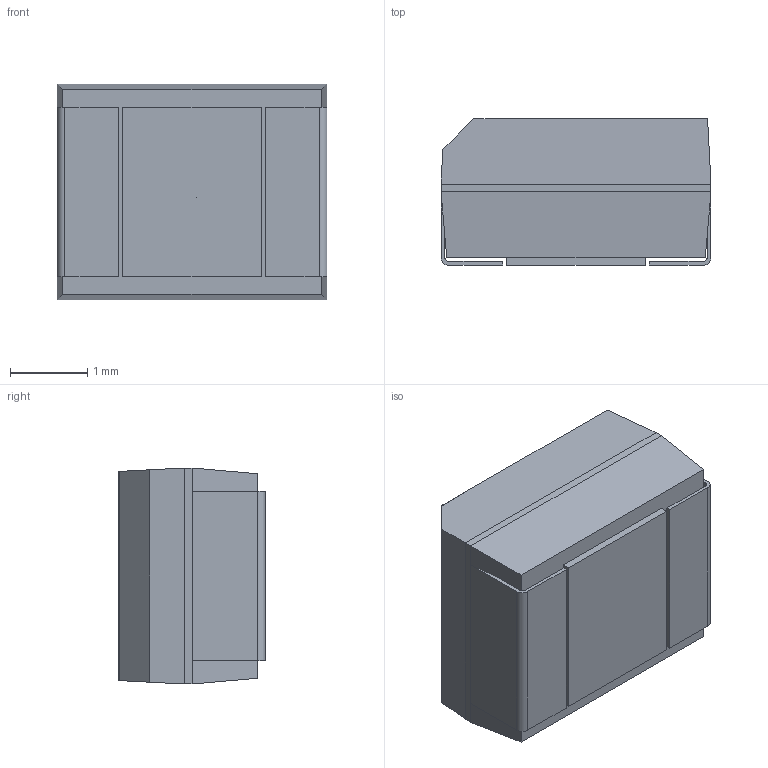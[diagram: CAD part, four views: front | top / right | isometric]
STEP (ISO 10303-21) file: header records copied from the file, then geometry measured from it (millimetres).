
FILE_DESCRIPTION (( 'STEP AP214' ), '1' );
FILE_NAME ('1C8CF0F1-FDEE-40B0-B20D-BD2CF399E895.STEP', '2022-10-07T20:02:48', ( '' ), ( '' ), 'SwSTEP 2.0', 'SolidWorks 2022', '' );
FILE_SCHEMA (( 'AUTOMOTIVE_DESIGN' ));
Length unit declared in the file: millimetre
Products named in the file (1): 1C8CF0F1-FDEE-40B0-B20D-BD2CF399E895
Bounding box: 3.5 x 1.9 x 2.8 mm (x, y, z)
Volume: 17.6 mm3; surface area: 56.1 mm2
Topology: 3 solids, 3 shells, 160 faces, 420 edges, 276 vertices
Faces by surface type: plane 80, bspline 76, cylinder 4
Entity records: 7084 total; most frequent: CARTESIAN_POINT 1845, ORIENTED_EDGE 840, DIRECTION 446, EDGE_CURVE 420, VERTEX_POINT 276, VECTOR 260, LINE 260, EDGE_LOOP 170
